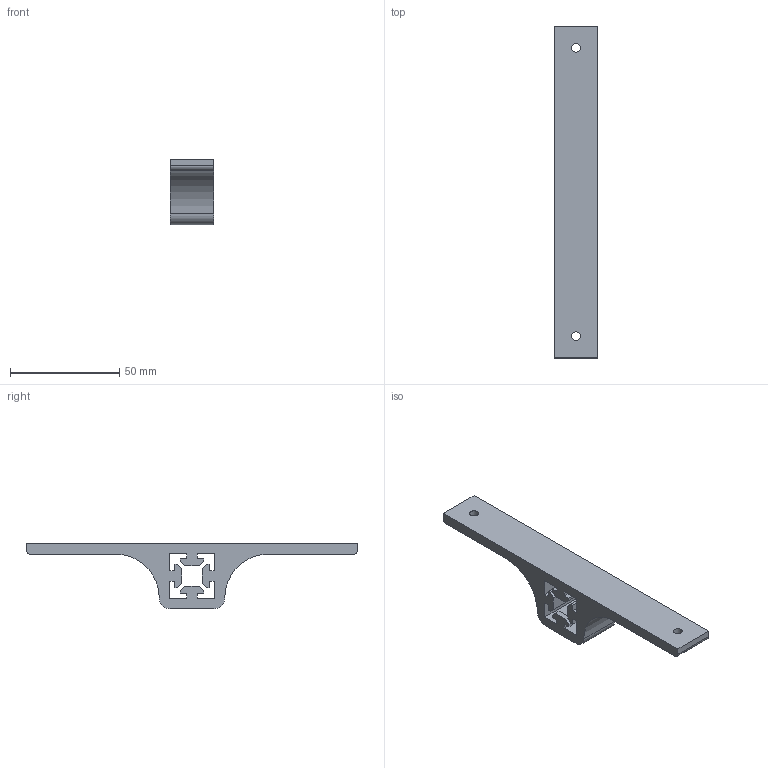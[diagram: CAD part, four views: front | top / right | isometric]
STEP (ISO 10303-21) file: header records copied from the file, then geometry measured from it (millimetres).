
FILE_DESCRIPTION(/* description */ (''),/* implementation_level */ '2;1');
FILE_NAME(/* name */ 'box v6.stp',/* time_stamp */ '2023-08-23T18:45:00+02:00',/* author */ (''),/* organization */ (''),/* preprocessor_version */ 'ST-DEVELOPER v20',/* originating_system */ 'Autodesk Translation Framework v12.9.0.99',/* authorisation */ '');
FILE_SCHEMA (('AUTOMOTIVE_DESIGN { 1 0 10303 214 3 1 1 }'));
Length unit declared in the file: millimetre
Products named in the file (1): box
Bounding box: 20 x 152 x 30 mm (x, y, z)
Volume: 27543.5 mm3; surface area: 12813.8 mm2
Topology: 1 solids, 1 shells, 71 faces, 207 edges, 138 vertices
Faces by surface type: plane 62, cylinder 9
Full cylindrical faces by diameter (mm): 4 x2, 5 x1
Entity records: 2368 total; most frequent: CARTESIAN_POINT 417, ORIENTED_EDGE 414, DIRECTION 369, EDGE_CURVE 207, LINE 189, VECTOR 189, VERTEX_POINT 138, AXIS2_PLACEMENT_3D 90
